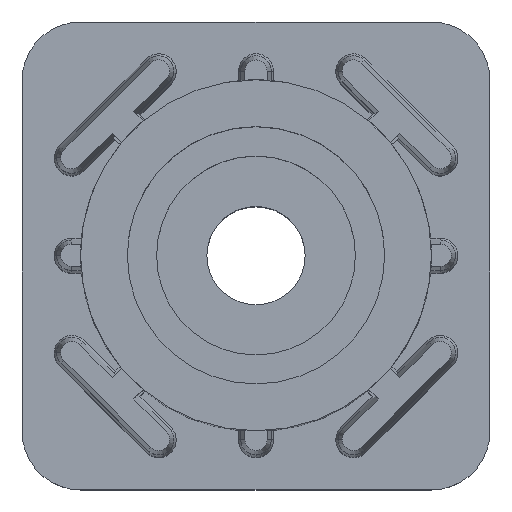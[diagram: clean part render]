
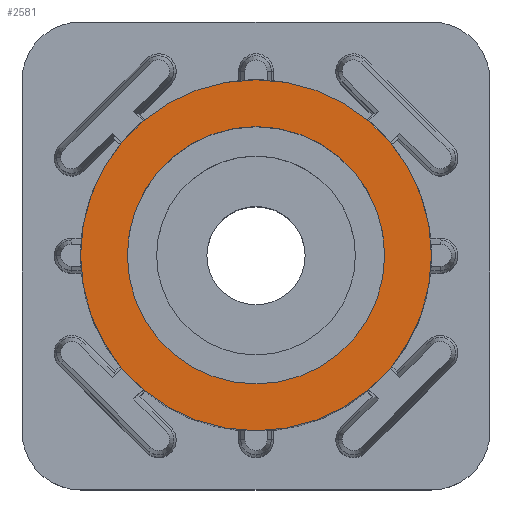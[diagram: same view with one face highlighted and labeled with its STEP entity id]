
A CAD part, top view. The second image highlights one B-rep face of the part: STEP entity #2581.
In plain terms, the highlighted planar face has unit normal (0, 0, 1).
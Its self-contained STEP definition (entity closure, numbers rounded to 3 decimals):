
#18 = CARTESIAN_POINT ( 'NONE',  ( 15., 0., 43. ) ) ;
#343 = CIRCLE ( 'NONE', #954, 11. ) ;
#360 = CIRCLE ( 'NONE', #4118, 15. ) ;
#654 = CARTESIAN_POINT ( 'NONE',  ( 0., 0., 43. ) ) ;
#674 = ORIENTED_EDGE ( 'NONE', *, *, #5841, .F. ) ;
#679 = PLANE ( 'NONE',  #4766 ) ;
#739 = ORIENTED_EDGE ( 'NONE', *, *, #1634, .F. ) ;
#797 = ORIENTED_EDGE ( 'NONE', *, *, #4100, .T. ) ;
#801 = ORIENTED_EDGE ( 'NONE', *, *, #3422, .T. ) ;
#954 = AXIS2_PLACEMENT_3D ( 'NONE', #5146, #5036, #2698 ) ;
#1204 = EDGE_LOOP ( 'NONE', ( #674, #739 ) ) ;
#1230 = AXIS2_PLACEMENT_3D ( 'NONE', #3027, #3015, #3005 ) ;
#1308 = DIRECTION ( 'NONE',  ( 0., 0., 1. ) ) ;
#1336 = DIRECTION ( 'NONE',  ( 1., 0., 0. ) ) ;
#1634 = EDGE_CURVE ( 'NONE', #5235, #4927, #5777, .T. ) ;
#1867 = EDGE_LOOP ( 'NONE', ( #797, #801 ) ) ;
#2313 = DIRECTION ( 'NONE',  ( 0., 0., 1. ) ) ;
#2329 = DIRECTION ( 'NONE',  ( 1., 0., 0. ) ) ;
#2370 = CARTESIAN_POINT ( 'NONE',  ( 0., 0., 43. ) ) ;
#2581 = ADVANCED_FACE ( 'NONE', ( #2726, #2668 ), #679, .T. ) ;
#2668 = FACE_OUTER_BOUND ( 'NONE', #1867, .T. ) ;
#2698 = DIRECTION ( 'NONE',  ( 1., 0., 0. ) ) ;
#2723 = CARTESIAN_POINT ( 'NONE',  ( -15., 0., 43. ) ) ;
#2726 = FACE_BOUND ( 'NONE', #1204, .T. ) ;
#3005 = DIRECTION ( 'NONE',  ( 1., 0., 0. ) ) ;
#3015 = DIRECTION ( 'NONE',  ( 0., 0., 1. ) ) ;
#3027 = CARTESIAN_POINT ( 'NONE',  ( 0., 0., 43. ) ) ;
#3089 = VERTEX_POINT ( 'NONE', #18 ) ;
#3422 = EDGE_CURVE ( 'NONE', #3089, #4210, #360, .T. ) ;
#3960 = CIRCLE ( 'NONE', #1230, 15. ) ;
#4097 = CARTESIAN_POINT ( 'NONE',  ( -11., 0., 43. ) ) ;
#4100 = EDGE_CURVE ( 'NONE', #4210, #3089, #3960, .T. ) ;
#4118 = AXIS2_PLACEMENT_3D ( 'NONE', #2370, #2313, #2329 ) ;
#4177 = CARTESIAN_POINT ( 'NONE',  ( 0., 0., 43. ) ) ;
#4193 = DIRECTION ( 'NONE',  ( 0., 0., 1. ) ) ;
#4200 = DIRECTION ( 'NONE',  ( 1., 0., 0. ) ) ;
#4210 = VERTEX_POINT ( 'NONE', #2723 ) ;
#4766 = AXIS2_PLACEMENT_3D ( 'NONE', #654, #1308, #1336 ) ;
#4927 = VERTEX_POINT ( 'NONE', #4097 ) ;
#4929 = AXIS2_PLACEMENT_3D ( 'NONE', #4177, #4193, #4200 ) ;
#5036 = DIRECTION ( 'NONE',  ( 0., 0., 1. ) ) ;
#5146 = CARTESIAN_POINT ( 'NONE',  ( 0., 0., 43. ) ) ;
#5235 = VERTEX_POINT ( 'NONE', #5450 ) ;
#5450 = CARTESIAN_POINT ( 'NONE',  ( 11., 0., 43. ) ) ;
#5777 = CIRCLE ( 'NONE', #4929, 11. ) ;
#5841 = EDGE_CURVE ( 'NONE', #4927, #5235, #343, .T. ) ;
